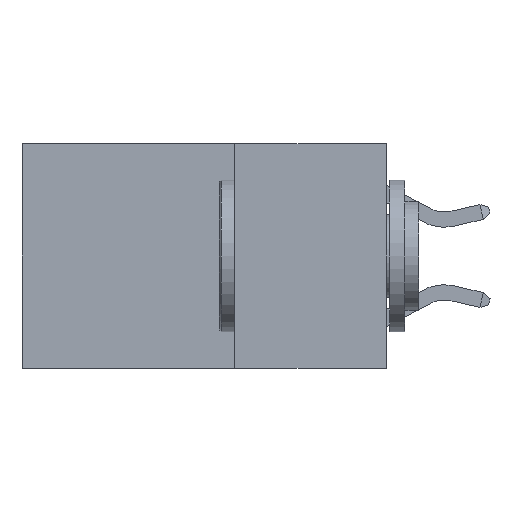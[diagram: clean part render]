
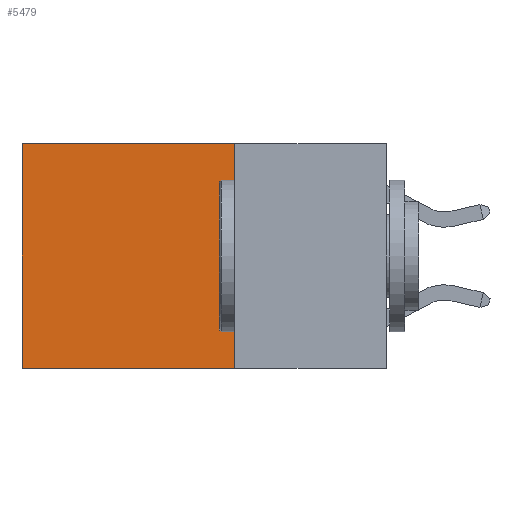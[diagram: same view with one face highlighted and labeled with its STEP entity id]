
A CAD part, left-side view. The second image highlights one B-rep face of the part: STEP entity #5479.
In plain terms, the highlighted planar face has unit normal (-1, 0, 0).
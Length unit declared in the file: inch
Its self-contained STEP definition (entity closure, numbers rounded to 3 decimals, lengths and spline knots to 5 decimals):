
#495 = CARTESIAN_POINT ( 'NONE',  ( 0.2625, 0.25, -0.37 ) ) ;
#931 = CARTESIAN_POINT ( 'NONE',  ( 0.2625, 0.6, 0. ) ) ;
#1247 = LINE ( 'NONE', #495, #5894 ) ;
#1286 = PLANE ( 'NONE',  #6649 ) ;
#1382 = DIRECTION ( 'NONE',  ( 0., 0., -1. ) ) ;
#1514 = ORIENTED_EDGE ( 'NONE', *, *, #4030, .F. ) ;
#1870 = CARTESIAN_POINT ( 'NONE',  ( 0.2625, 0.6, 0. ) ) ;
#2028 = DIRECTION ( 'NONE',  ( 0., 1., 0. ) ) ;
#2103 = ORIENTED_EDGE ( 'NONE', *, *, #9041, .F. ) ;
#2292 = CARTESIAN_POINT ( 'NONE',  ( 0.2625, 0.25, 0. ) ) ;
#2395 = CARTESIAN_POINT ( 'NONE',  ( 0.2625, 0.25, 0. ) ) ;
#2446 = DIRECTION ( 'NONE',  ( 0., 0., -1. ) ) ;
#2882 = ORIENTED_EDGE ( 'NONE', *, *, #7617, .T. ) ;
#3350 = VERTEX_POINT ( 'NONE', #931 ) ;
#3543 = EDGE_CURVE ( 'NONE', #3350, #7450, #5609, .T. ) ;
#4030 = EDGE_CURVE ( 'NONE', #5608, #7450, #1247, .T. ) ;
#4160 = CARTESIAN_POINT ( 'NONE',  ( 0.2625, 0.6, -0.37 ) ) ;
#5279 = VERTEX_POINT ( 'NONE', #2395 ) ;
#5479 = ADVANCED_FACE ( 'NONE', ( #6332 ), #1286, .F. ) ;
#5608 = VERTEX_POINT ( 'NONE', #5787 ) ;
#5609 = LINE ( 'NONE', #1870, #9325 ) ;
#5787 = CARTESIAN_POINT ( 'NONE',  ( 0.2625, 0.25, -0.37 ) ) ;
#5820 = ORIENTED_EDGE ( 'NONE', *, *, #3543, .T. ) ;
#5894 = VECTOR ( 'NONE', #7719, 39.37008 ) ;
#5927 = CARTESIAN_POINT ( 'NONE',  ( 0.2625, 0.25, 0. ) ) ;
#6146 = LINE ( 'NONE', #2292, #7743 ) ;
#6332 = FACE_OUTER_BOUND ( 'NONE', #8761, .T. ) ;
#6649 = AXIS2_PLACEMENT_3D ( 'NONE', #5927, #7187, #1382 ) ;
#6748 = VECTOR ( 'NONE', #2028, 39.37008 ) ;
#7099 = DIRECTION ( 'NONE',  ( 0., 0., -1. ) ) ;
#7187 = DIRECTION ( 'NONE',  ( 1., 0., 0. ) ) ;
#7217 = CARTESIAN_POINT ( 'NONE',  ( 0.2625, 0.25, 0. ) ) ;
#7450 = VERTEX_POINT ( 'NONE', #4160 ) ;
#7617 = EDGE_CURVE ( 'NONE', #5279, #3350, #7900, .T. ) ;
#7719 = DIRECTION ( 'NONE',  ( 0., 1., 0. ) ) ;
#7743 = VECTOR ( 'NONE', #2446, 39.37008 ) ;
#7900 = LINE ( 'NONE', #7217, #6748 ) ;
#8761 = EDGE_LOOP ( 'NONE', ( #5820, #1514, #2103, #2882 ) ) ;
#9041 = EDGE_CURVE ( 'NONE', #5279, #5608, #6146, .T. ) ;
#9325 = VECTOR ( 'NONE', #7099, 39.37008 ) ;
